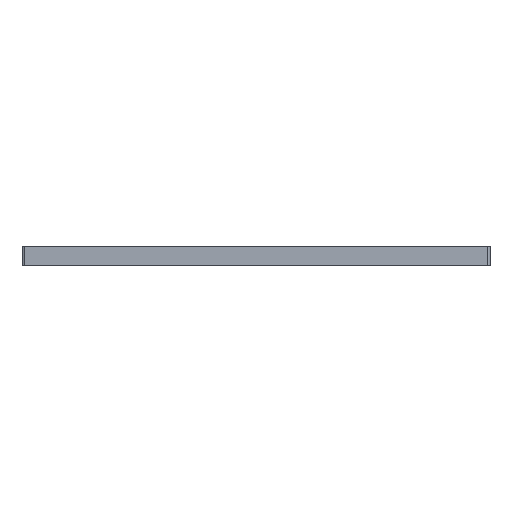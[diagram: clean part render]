
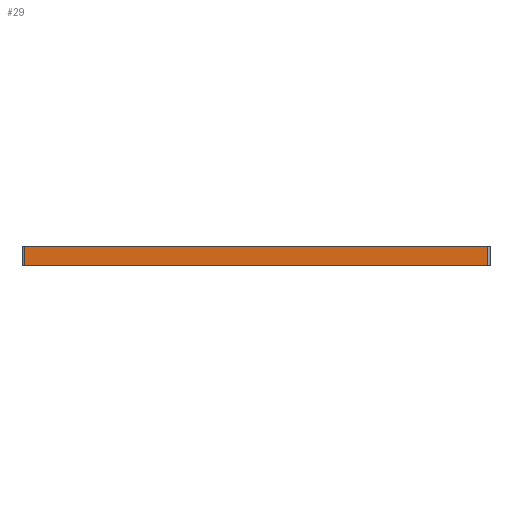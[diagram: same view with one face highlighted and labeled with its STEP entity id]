
A CAD part, left-side view. The second image highlights one B-rep face of the part: STEP entity #29.
In plain terms, the highlighted planar face has unit normal (-1, 0, 0).
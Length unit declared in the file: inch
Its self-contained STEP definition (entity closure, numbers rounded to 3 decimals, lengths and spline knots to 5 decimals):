
#8 = VERTEX_POINT ( 'NONE', #563 ) ;
#29 = ADVANCED_FACE ( 'NONE', ( #1746 ), #2067, .F. ) ;
#89 = DIRECTION ( 'NONE',  ( 0., 0., -1. ) ) ;
#107 = CARTESIAN_POINT ( 'NONE',  ( 0., 0.03, 0. ) ) ;
#110 = VECTOR ( 'NONE', #89, 39.37008 ) ;
#556 = AXIS2_PLACEMENT_3D ( 'NONE', #3244, #1723, #2989 ) ;
#563 = CARTESIAN_POINT ( 'NONE',  ( 0., 5.845, 0. ) ) ;
#630 = CARTESIAN_POINT ( 'NONE',  ( 0., 0., 0. ) ) ;
#748 = CARTESIAN_POINT ( 'NONE',  ( 0., 0.03, 0.25 ) ) ;
#926 = ORIENTED_EDGE ( 'NONE', *, *, #1917, .T. ) ;
#946 = EDGE_CURVE ( 'NONE', #8, #2510, #2767, .T. ) ;
#1123 = EDGE_CURVE ( 'NONE', #2510, #2007, #3440, .T. ) ;
#1203 = DIRECTION ( 'NONE',  ( 0., -1., 0. ) ) ;
#1451 = VECTOR ( 'NONE', #1203, 39.37008 ) ;
#1583 = ORIENTED_EDGE ( 'NONE', *, *, #3019, .F. ) ;
#1723 = DIRECTION ( 'NONE',  ( 1., 0., 0. ) ) ;
#1746 = FACE_OUTER_BOUND ( 'NONE', #2714, .T. ) ;
#1917 = EDGE_CURVE ( 'NONE', #3221, #8, #2404, .T. ) ;
#2007 = VERTEX_POINT ( 'NONE', #2886 ) ;
#2067 = PLANE ( 'NONE',  #556 ) ;
#2137 = VECTOR ( 'NONE', #2607, 39.37008 ) ;
#2404 = LINE ( 'NONE', #3317, #110 ) ;
#2510 = VERTEX_POINT ( 'NONE', #107 ) ;
#2607 = DIRECTION ( 'NONE',  ( 0., -1., 0. ) ) ;
#2703 = DIRECTION ( 'NONE',  ( 0., 0., 1. ) ) ;
#2714 = EDGE_LOOP ( 'NONE', ( #3108, #2784, #1583, #926 ) ) ;
#2767 = LINE ( 'NONE', #630, #2137 ) ;
#2784 = ORIENTED_EDGE ( 'NONE', *, *, #1123, .T. ) ;
#2799 = VECTOR ( 'NONE', #2703, 39.37008 ) ;
#2886 = CARTESIAN_POINT ( 'NONE',  ( 0., 0.03, 0.25 ) ) ;
#2890 = LINE ( 'NONE', #3061, #1451 ) ;
#2989 = DIRECTION ( 'NONE',  ( 0., 0., -1. ) ) ;
#3019 = EDGE_CURVE ( 'NONE', #3221, #2007, #2890, .T. ) ;
#3061 = CARTESIAN_POINT ( 'NONE',  ( 0., 0., 0.25 ) ) ;
#3099 = CARTESIAN_POINT ( 'NONE',  ( 0., 5.845, 0.25 ) ) ;
#3108 = ORIENTED_EDGE ( 'NONE', *, *, #946, .T. ) ;
#3221 = VERTEX_POINT ( 'NONE', #3099 ) ;
#3244 = CARTESIAN_POINT ( 'NONE',  ( 0., 0., 0.25 ) ) ;
#3317 = CARTESIAN_POINT ( 'NONE',  ( 0., 5.845, 0.25 ) ) ;
#3440 = LINE ( 'NONE', #748, #2799 ) ;
